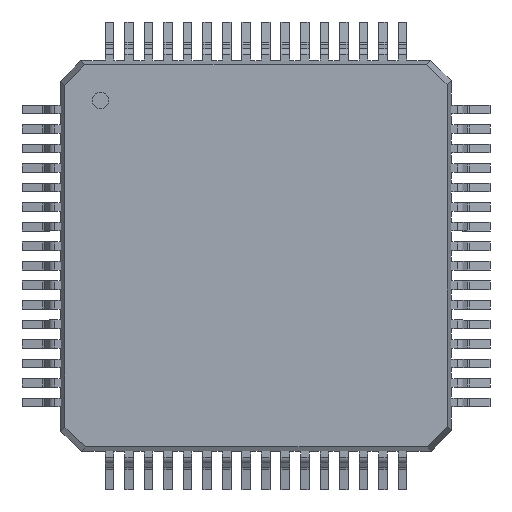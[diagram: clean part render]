
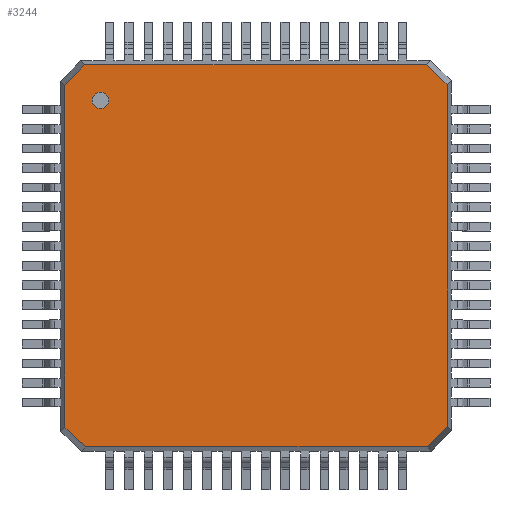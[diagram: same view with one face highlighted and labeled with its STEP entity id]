
A CAD part, top view. The second image highlights one B-rep face of the part: STEP entity #3244.
In plain terms, the highlighted planar face has unit normal (0, 0, 1).
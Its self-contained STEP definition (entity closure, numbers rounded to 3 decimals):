
#396 = EDGE_CURVE ( 'NONE', #24347, #10270, #26910, .T. ) ;
#406 = VECTOR ( 'NONE', #9094, 1000. ) ;
#1227 = CARTESIAN_POINT ( 'NONE',  ( 9.894, 9.383, 0.5 ) ) ;
#1612 = VERTEX_POINT ( 'NONE', #1227 ) ;
#1738 = FACE_BOUND ( 'NONE', #20192, .T. ) ;
#2050 = CARTESIAN_POINT ( 'NONE',  ( 0.641, 0.106, 0.5 ) ) ;
#2866 = ORIENTED_EDGE ( 'NONE', *, *, #8105, .T. ) ;
#2966 = VERTEX_POINT ( 'NONE', #17958 ) ;
#3006 = AXIS2_PLACEMENT_3D ( 'NONE', #20456, #7238, #22703 ) ;
#3244 = ADVANCED_FACE ( 'NONE', ( #1738, #24580 ), #13442, .F. ) ;
#3634 = LINE ( 'NONE', #27109, #26463 ) ;
#3686 = LINE ( 'NONE', #10528, #26524 ) ;
#3807 = CARTESIAN_POINT ( 'NONE',  ( 0.106, 9.359, 0.5 ) ) ;
#3973 = ORIENTED_EDGE ( 'NONE', *, *, #16850, .T. ) ;
#5943 = ORIENTED_EDGE ( 'NONE', *, *, #11900, .T. ) ;
#6161 = CARTESIAN_POINT ( 'NONE',  ( 1.016, 8.984, 0.5 ) ) ;
#6316 = LINE ( 'NONE', #11316, #406 ) ;
#6758 = CARTESIAN_POINT ( 'NONE',  ( 9.894, 0.641, 0.5 ) ) ;
#7238 = DIRECTION ( 'NONE',  ( 0., 0., 1. ) ) ;
#7451 = EDGE_CURVE ( 'NONE', #27782, #8311, #18471, .T. ) ;
#8105 = EDGE_CURVE ( 'NONE', #2966, #20248, #16446, .T. ) ;
#8311 = VERTEX_POINT ( 'NONE', #2050 ) ;
#8399 = DIRECTION ( 'NONE',  ( 1., 0., 0. ) ) ;
#8544 = EDGE_LOOP ( 'NONE', ( #11212, #28349, #5943, #24908, #2866, #9761, #3973, #28671 ) ) ;
#9070 = CARTESIAN_POINT ( 'NONE',  ( 0., 0., 0.5 ) ) ;
#9094 = DIRECTION ( 'NONE',  ( -0.691, -0.723, 0. ) ) ;
#9385 = CARTESIAN_POINT ( 'NONE',  ( 9.894, 0., 0.5 ) ) ;
#9761 = ORIENTED_EDGE ( 'NONE', *, *, #18702, .T. ) ;
#9880 = VECTOR ( 'NONE', #12435, 1000. ) ;
#10201 = CARTESIAN_POINT ( 'NONE',  ( 0., 9.894, 0.5 ) ) ;
#10270 = VERTEX_POINT ( 'NONE', #6758 ) ;
#10368 = EDGE_CURVE ( 'NONE', #25066, #11889, #14966, .T. ) ;
#10528 = CARTESIAN_POINT ( 'NONE',  ( 9.353, 9.9, 0.5 ) ) ;
#10545 = CARTESIAN_POINT ( 'NONE',  ( 0.617, 9.894, 0.5 ) ) ;
#10597 = ORIENTED_EDGE ( 'NONE', *, *, #10368, .F. ) ;
#11212 = ORIENTED_EDGE ( 'NONE', *, *, #27403, .T. ) ;
#11285 = DIRECTION ( 'NONE',  ( -1., 0., 0. ) ) ;
#11316 = CARTESIAN_POINT ( 'NONE',  ( 0.1, 9.353, 0.5 ) ) ;
#11653 = CARTESIAN_POINT ( 'NONE',  ( 9.891, 0.638, 0.5 ) ) ;
#11753 = DIRECTION ( 'NONE',  ( 1., 0., 0. ) ) ;
#11889 = VERTEX_POINT ( 'NONE', #18182 ) ;
#11900 = EDGE_CURVE ( 'NONE', #10270, #1612, #28000, .T. ) ;
#12435 = DIRECTION ( 'NONE',  ( -1., 0., 0. ) ) ;
#12534 = AXIS2_PLACEMENT_3D ( 'NONE', #9070, #24529, #11285 ) ;
#12740 = VERTEX_POINT ( 'NONE', #3807 ) ;
#13442 = PLANE ( 'NONE',  #12534 ) ;
#14665 = EDGE_CURVE ( 'NONE', #11889, #25066, #22146, .T. ) ;
#14966 = CIRCLE ( 'NONE', #3006, 0.214 ) ;
#15522 = AXIS2_PLACEMENT_3D ( 'NONE', #6161, #21596, #8399 ) ;
#15854 = VECTOR ( 'NONE', #24973, 1000. ) ;
#16064 = ORIENTED_EDGE ( 'NONE', *, *, #14665, .F. ) ;
#16325 = CARTESIAN_POINT ( 'NONE',  ( 9.383, 0.106, 0.5 ) ) ;
#16446 = LINE ( 'NONE', #10201, #9880 ) ;
#16850 = EDGE_CURVE ( 'NONE', #12740, #27782, #26469, .T. ) ;
#16944 = VECTOR ( 'NONE', #27070, 1000. ) ;
#17958 = CARTESIAN_POINT ( 'NONE',  ( 9.359, 9.894, 0.5 ) ) ;
#18182 = CARTESIAN_POINT ( 'NONE',  ( 1.23, 8.984, 0.5 ) ) ;
#18471 = LINE ( 'NONE', #25410, #25032 ) ;
#18702 = EDGE_CURVE ( 'NONE', #20248, #12740, #6316, .T. ) ;
#18846 = DIRECTION ( 'NONE',  ( 0.723, -0.691, 0. ) ) ;
#20192 = EDGE_LOOP ( 'NONE', ( #16064, #10597 ) ) ;
#20248 = VERTEX_POINT ( 'NONE', #10545 ) ;
#20456 = CARTESIAN_POINT ( 'NONE',  ( 1.016, 8.984, 0.5 ) ) ;
#21596 = DIRECTION ( 'NONE',  ( 0., 0., 1. ) ) ;
#22146 = CIRCLE ( 'NONE', #15522, 0.214 ) ;
#22703 = DIRECTION ( 'NONE',  ( 1., 0., 0. ) ) ;
#22896 = CARTESIAN_POINT ( 'NONE',  ( 0.106, 0., 0.5 ) ) ;
#24347 = VERTEX_POINT ( 'NONE', #16325 ) ;
#24529 = DIRECTION ( 'NONE',  ( 0., 0., -1. ) ) ;
#24580 = FACE_OUTER_BOUND ( 'NONE', #8544, .T. ) ;
#24908 = ORIENTED_EDGE ( 'NONE', *, *, #26597, .T. ) ;
#24973 = DIRECTION ( 'NONE',  ( 0.691, 0.723, 0. ) ) ;
#25032 = VECTOR ( 'NONE', #18846, 1000. ) ;
#25066 = VERTEX_POINT ( 'NONE', #25580 ) ;
#25108 = DIRECTION ( 'NONE',  ( 0., -1., 0. ) ) ;
#25410 = CARTESIAN_POINT ( 'NONE',  ( 0.638, 0.109, 0.5 ) ) ;
#25580 = CARTESIAN_POINT ( 'NONE',  ( 0.802, 8.984, 0.5 ) ) ;
#25788 = VECTOR ( 'NONE', #25108, 1000. ) ;
#26400 = CARTESIAN_POINT ( 'NONE',  ( 0.106, 0.617, 0.5 ) ) ;
#26463 = VECTOR ( 'NONE', #11753, 1000. ) ;
#26469 = LINE ( 'NONE', #22896, #25788 ) ;
#26524 = VECTOR ( 'NONE', #28216, 1000. ) ;
#26597 = EDGE_CURVE ( 'NONE', #1612, #2966, #3686, .T. ) ;
#26910 = LINE ( 'NONE', #11653, #15854 ) ;
#27070 = DIRECTION ( 'NONE',  ( 0., 1., 0. ) ) ;
#27109 = CARTESIAN_POINT ( 'NONE',  ( 0., 0.106, 0.5 ) ) ;
#27403 = EDGE_CURVE ( 'NONE', #8311, #24347, #3634, .T. ) ;
#27782 = VERTEX_POINT ( 'NONE', #26400 ) ;
#28000 = LINE ( 'NONE', #9385, #16944 ) ;
#28216 = DIRECTION ( 'NONE',  ( -0.723, 0.691, 0. ) ) ;
#28349 = ORIENTED_EDGE ( 'NONE', *, *, #396, .T. ) ;
#28671 = ORIENTED_EDGE ( 'NONE', *, *, #7451, .T. ) ;
